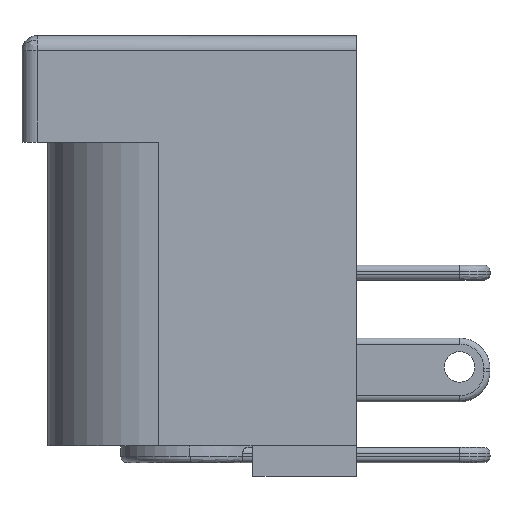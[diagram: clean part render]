
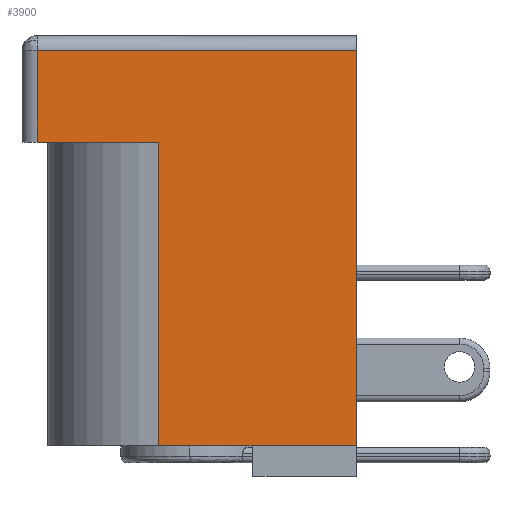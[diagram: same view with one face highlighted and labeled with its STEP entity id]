
A CAD part, left-side view. The second image highlights one B-rep face of the part: STEP entity #3900.
In plain terms, the highlighted planar face has unit normal (-1, 0, 0).
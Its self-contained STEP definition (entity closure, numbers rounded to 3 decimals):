
#124 = CARTESIAN_POINT ( 'NONE',  ( -4.5, 1., -3.5 ) ) ;
#138 = AXIS2_PLACEMENT_3D ( 'NONE', #694, #1848, #5142 ) ;
#172 = DIRECTION ( 'NONE',  ( 0., 1., 0. ) ) ;
#283 = CARTESIAN_POINT ( 'NONE',  ( -4.5, 5., 0. ) ) ;
#350 = VERTEX_POINT ( 'NONE', #4675 ) ;
#352 = LINE ( 'NONE', #1971, #900 ) ;
#432 = CARTESIAN_POINT ( 'NONE',  ( -4.5, 5.5, -0.5 ) ) ;
#471 = VECTOR ( 'NONE', #2409, 1000. ) ;
#496 = FACE_OUTER_BOUND ( 'NONE', #3206, .T. ) ;
#639 = CARTESIAN_POINT ( 'NONE',  ( -4.5, -5.5, -13.5 ) ) ;
#650 = ORIENTED_EDGE ( 'NONE', *, *, #1368, .T. ) ;
#694 = CARTESIAN_POINT ( 'NONE',  ( -4.5, 5.5, 0. ) ) ;
#900 = VECTOR ( 'NONE', #4509, 1000. ) ;
#923 = ORIENTED_EDGE ( 'NONE', *, *, #4221, .F. ) ;
#941 = CARTESIAN_POINT ( 'NONE',  ( -4.5, 0., -13.5 ) ) ;
#950 = PLANE ( 'NONE',  #138 ) ;
#966 = CARTESIAN_POINT ( 'NONE',  ( -4.5, 1., -13.5 ) ) ;
#972 = DIRECTION ( 'NONE',  ( 0., 0., -1. ) ) ;
#1025 = ORIENTED_EDGE ( 'NONE', *, *, #2604, .T. ) ;
#1036 = CARTESIAN_POINT ( 'NONE',  ( -4.5, -5.5, -0.5 ) ) ;
#1222 = LINE ( 'NONE', #432, #471 ) ;
#1366 = ORIENTED_EDGE ( 'NONE', *, *, #2757, .T. ) ;
#1368 = EDGE_CURVE ( 'NONE', #350, #2737, #352, .T. ) ;
#1463 = DIRECTION ( 'NONE',  ( 0., 0., -1. ) ) ;
#1738 = LINE ( 'NONE', #4967, #4239 ) ;
#1769 = VERTEX_POINT ( 'NONE', #1036 ) ;
#1848 = DIRECTION ( 'NONE',  ( -1., 0., 0. ) ) ;
#1971 = CARTESIAN_POINT ( 'NONE',  ( -4.5, 5.5, -3.5 ) ) ;
#2409 = DIRECTION ( 'NONE',  ( 0., 1., 0. ) ) ;
#2604 = EDGE_CURVE ( 'NONE', #5020, #350, #4644, .T. ) ;
#2737 = VERTEX_POINT ( 'NONE', #124 ) ;
#2757 = EDGE_CURVE ( 'NONE', #2737, #4179, #1738, .T. ) ;
#2842 = VECTOR ( 'NONE', #172, 1000. ) ;
#3097 = CARTESIAN_POINT ( 'NONE',  ( -4.5, -5.5, 0. ) ) ;
#3135 = ORIENTED_EDGE ( 'NONE', *, *, #4034, .T. ) ;
#3206 = EDGE_LOOP ( 'NONE', ( #3135, #1025, #650, #1366, #923, #4856 ) ) ;
#3723 = VECTOR ( 'NONE', #4224, 1000. ) ;
#3900 = ADVANCED_FACE ( 'NONE', ( #496 ), #950, .T. ) ;
#3938 = CARTESIAN_POINT ( 'NONE',  ( -4.5, 5., -0.5 ) ) ;
#4009 = VECTOR ( 'NONE', #1463, 1000. ) ;
#4034 = EDGE_CURVE ( 'NONE', #1769, #5020, #1222, .T. ) ;
#4179 = VERTEX_POINT ( 'NONE', #966 ) ;
#4221 = EDGE_CURVE ( 'NONE', #4606, #4179, #4625, .T. ) ;
#4224 = DIRECTION ( 'NONE',  ( 0., 0., -1. ) ) ;
#4239 = VECTOR ( 'NONE', #972, 1000. ) ;
#4281 = LINE ( 'NONE', #3097, #4009 ) ;
#4462 = EDGE_CURVE ( 'NONE', #1769, #4606, #4281, .T. ) ;
#4509 = DIRECTION ( 'NONE',  ( 0., -1., 0. ) ) ;
#4606 = VERTEX_POINT ( 'NONE', #639 ) ;
#4625 = LINE ( 'NONE', #941, #2842 ) ;
#4644 = LINE ( 'NONE', #283, #3723 ) ;
#4675 = CARTESIAN_POINT ( 'NONE',  ( -4.5, 5., -3.5 ) ) ;
#4856 = ORIENTED_EDGE ( 'NONE', *, *, #4462, .F. ) ;
#4967 = CARTESIAN_POINT ( 'NONE',  ( -4.5, 1., 0. ) ) ;
#5020 = VERTEX_POINT ( 'NONE', #3938 ) ;
#5142 = DIRECTION ( 'NONE',  ( 0., 0., 1. ) ) ;
